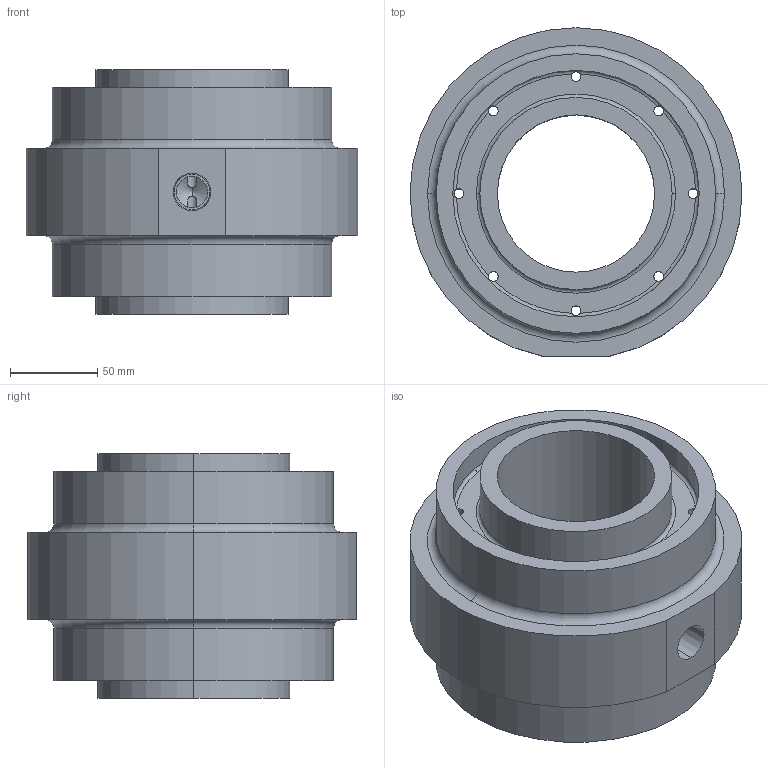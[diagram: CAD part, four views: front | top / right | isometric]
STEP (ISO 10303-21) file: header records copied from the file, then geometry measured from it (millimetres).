
FILE_DESCRIPTION (( 'STEP AP203' ), '1' );
FILE_NAME ('--7878532.STEP', '2015-03-23T13:31:45', ( 'enduser' ), ( '' ), 'SwSTEP 2.0', 'SolidWorks 2014', '' );
FILE_SCHEMA (( 'CONFIG_CONTROL_DESIGN' ));
Length unit declared in the file: millimetre
Products named in the file (1): --7878532
Bounding box: 190 x 188 x 140 mm (x, y, z)
Volume: 1919855.9 mm3; surface area: 189108.3 mm2
Topology: 1 solids, 1 shells, 63 faces, 200 edges, 127 vertices
Faces by surface type: cylinder 37, torus 12, plane 10, cone 4
Entity records: 2755 total; most frequent: CARTESIAN_POINT 861, DIRECTION 400, ORIENTED_EDGE 396, EDGE_CURVE 198, AXIS2_PLACEMENT_3D 178, VERTEX_POINT 127, CIRCLE 114, EDGE_LOOP 73
